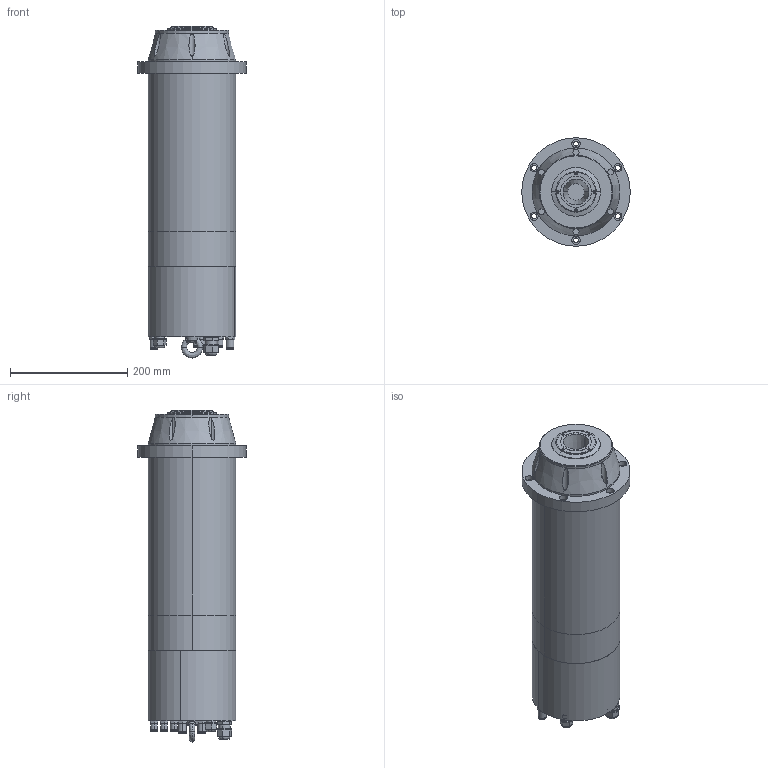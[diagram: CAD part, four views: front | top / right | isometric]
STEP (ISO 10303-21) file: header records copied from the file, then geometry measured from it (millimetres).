
FILE_DESCRIPTION (( 'STEP AP214' ), '1' );
FILE_NAME ('GDL150-40-12Z-12-4P·¨À¼.STEP', '2024-07-16T03:32:10', ( '00' ), ( '' ), 'SwSTEP 2.0', 'SolidWorks 2018', '' );
FILE_SCHEMA (( 'AUTOMOTIVE_DESIGN' ));
Length unit declared in the file: millimetre
Products named in the file (11): GDL150-40-12Z-12-4P楊擘; 150イ詰裔; 陓瘍羲壽M12_2; 籵蚚M10阨郲_2; 籵蚚M10ァ郲_4; GDL150-40-12Z-12-4P气缸2; 萇埭羲壽M16_1; GDL150-40-12Z-12-4P儂褲; GDL150-40-12Z-12-4P气缸1; GDL150-40-12Z-12-4P前螺母; GB 825-88________M8__16(20__).STEP
Assembly tree (13 placements, depth 3):
  GDL150-40-12Z-12-4P楊擘
    GDL150-40-12Z-12-4P儂褲
    GDL150-40-12Z-12-4P前螺母
    GDL150-40-12Z-12-4P气缸1
    150イ詰裔
      GDL150-40-12Z-12-4P气缸2
      萇埭羲壽M16_1
      籵蚚M10ァ郲_4  x3
      籵蚚M10阨郲_2  x2
      陓瘍羲壽M12_2
    GB 825-88________M8__16(20__).STEP
Bounding box: 185 x 185 x 566.6 mm (x, y, z)
Volume: 9240316 mm3; surface area: 443752.8 mm2
Topology: 12 solids, 12 shells, 380 faces, 882 edges, 550 vertices
Faces by surface type: cylinder 166, plane 151, cone 48, bspline 15
Entity records: 15195 total; most frequent: CARTESIAN_POINT 3996, DIRECTION 1644, ORIENTED_EDGE 1416, EDGE_CURVE 708, AXIS2_PLACEMENT_3D 660, VERTEX_POINT 454, EDGE_LOOP 390, CIRCLE 344
